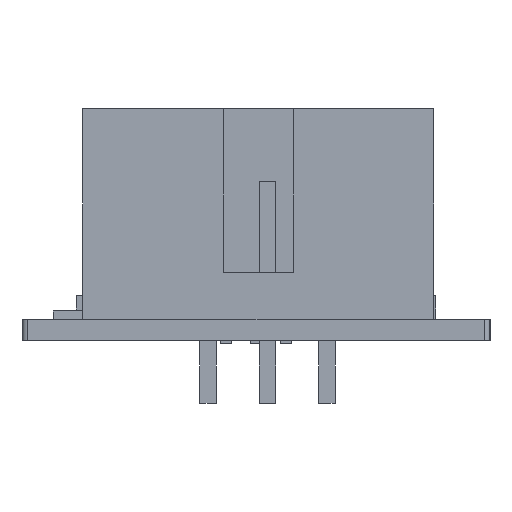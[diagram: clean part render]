
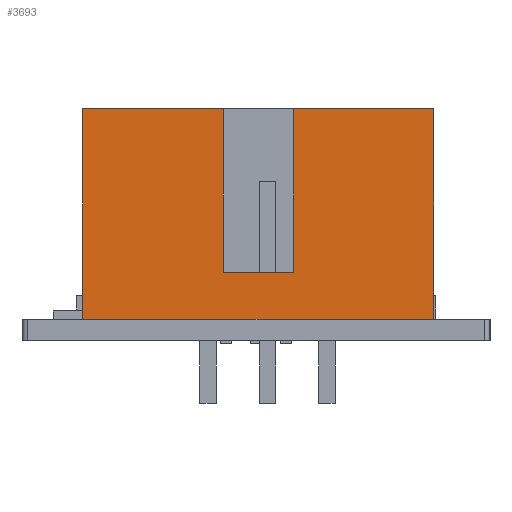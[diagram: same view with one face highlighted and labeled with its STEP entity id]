
A CAD part, left-side view. The second image highlights one B-rep face of the part: STEP entity #3693.
In plain terms, the highlighted face is planar.
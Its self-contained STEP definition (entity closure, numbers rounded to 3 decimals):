
#3562 = EDGE_CURVE('',#3563,#3565,#3567,.T.);
#3563 = VERTEX_POINT('',#3564);
#3564 = CARTESIAN_POINT('',(7.5,4.5,9.));
#3565 = VERTEX_POINT('',#3566);
#3566 = CARTESIAN_POINT('',(1.5,4.5,9.));
#3567 = LINE('',#3568,#3569);
#3568 = CARTESIAN_POINT('',(-7.5,4.5,9.));
#3569 = VECTOR('',#3570,1.);
#3570 = DIRECTION('',(-1.,0.,0.));
#3621 = VERTEX_POINT('',#3622);
#3622 = CARTESIAN_POINT('',(-1.5,4.5,9.));
#3628 = EDGE_CURVE('',#3621,#3629,#3631,.T.);
#3629 = VERTEX_POINT('',#3630);
#3630 = CARTESIAN_POINT('',(-7.5,4.5,9.));
#3631 = LINE('',#3632,#3633);
#3632 = CARTESIAN_POINT('',(-7.5,4.5,9.));
#3633 = VECTOR('',#3634,1.);
#3634 = DIRECTION('',(-1.,0.,0.));
#3675 = VERTEX_POINT('',#3676);
#3676 = CARTESIAN_POINT('',(7.5,4.5,-0.1));
#3682 = EDGE_CURVE('',#3563,#3675,#3683,.T.);
#3683 = LINE('',#3684,#3685);
#3684 = CARTESIAN_POINT('',(7.5,4.5,9.));
#3685 = VECTOR('',#3686,1.);
#3686 = DIRECTION('',(0.,0.,-1.));
#3693 = ADVANCED_FACE('',(#3694),#3735,.F.);
#3694 = FACE_BOUND('',#3695,.T.);
#3695 = EDGE_LOOP('',(#3696,#3706,#3712,#3713,#3714,#3722,#3728,#3729));
#3696 = ORIENTED_EDGE('',*,*,#3697,.T.);
#3697 = EDGE_CURVE('',#3698,#3700,#3702,.T.);
#3698 = VERTEX_POINT('',#3699);
#3699 = CARTESIAN_POINT('',(-1.5,4.5,2.));
#3700 = VERTEX_POINT('',#3701);
#3701 = CARTESIAN_POINT('',(1.5,4.5,2.));
#3702 = LINE('',#3703,#3704);
#3703 = CARTESIAN_POINT('',(-7.5,4.5,2.));
#3704 = VECTOR('',#3705,1.);
#3705 = DIRECTION('',(1.,0.,0.));
#3706 = ORIENTED_EDGE('',*,*,#3707,.T.);
#3707 = EDGE_CURVE('',#3700,#3565,#3708,.T.);
#3708 = LINE('',#3709,#3710);
#3709 = CARTESIAN_POINT('',(1.5,4.5,9.));
#3710 = VECTOR('',#3711,1.);
#3711 = DIRECTION('',(0.,0.,1.));
#3712 = ORIENTED_EDGE('',*,*,#3562,.F.);
#3713 = ORIENTED_EDGE('',*,*,#3682,.T.);
#3714 = ORIENTED_EDGE('',*,*,#3715,.F.);
#3715 = EDGE_CURVE('',#3716,#3675,#3718,.T.);
#3716 = VERTEX_POINT('',#3717);
#3717 = CARTESIAN_POINT('',(-7.5,4.5,-0.1));
#3718 = LINE('',#3719,#3720);
#3719 = CARTESIAN_POINT('',(7.5,4.5,-0.1));
#3720 = VECTOR('',#3721,1.);
#3721 = DIRECTION('',(1.,0.,0.));
#3722 = ORIENTED_EDGE('',*,*,#3723,.F.);
#3723 = EDGE_CURVE('',#3629,#3716,#3724,.T.);
#3724 = LINE('',#3725,#3726);
#3725 = CARTESIAN_POINT('',(-7.5,4.5,9.));
#3726 = VECTOR('',#3727,1.);
#3727 = DIRECTION('',(0.,0.,-1.));
#3728 = ORIENTED_EDGE('',*,*,#3628,.F.);
#3729 = ORIENTED_EDGE('',*,*,#3730,.T.);
#3730 = EDGE_CURVE('',#3621,#3698,#3731,.T.);
#3731 = LINE('',#3732,#3733);
#3732 = CARTESIAN_POINT('',(-1.5,4.5,9.));
#3733 = VECTOR('',#3734,1.);
#3734 = DIRECTION('',(0.,0.,-1.));
#3735 = PLANE('',#3736);
#3736 = AXIS2_PLACEMENT_3D('',#3737,#3738,#3739);
#3737 = CARTESIAN_POINT('',(-7.5,4.5,9.));
#3738 = DIRECTION('',(0.,-1.,0.));
#3739 = DIRECTION('',(0.,0.,-1.));
